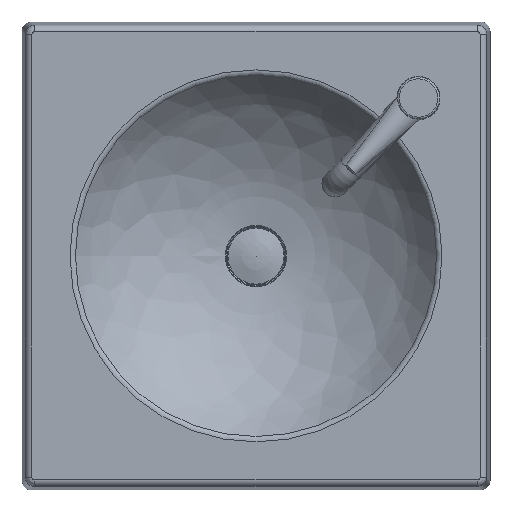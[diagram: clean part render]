
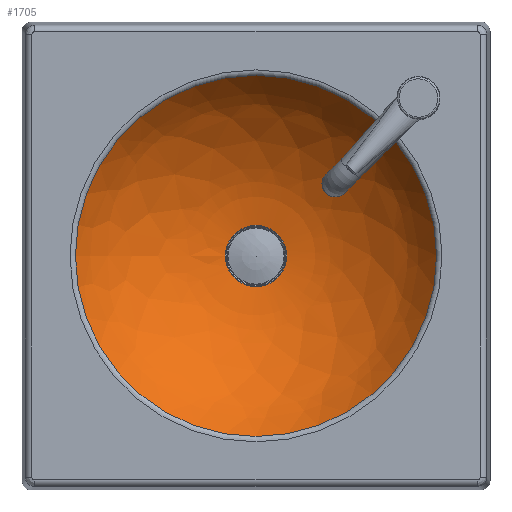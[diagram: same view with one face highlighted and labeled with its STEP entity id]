
A CAD part, top view. The second image highlights one B-rep face of the part: STEP entity #1705.
In plain terms, the highlighted free-form (B-spline) face has degree [2, 2] with [3, 9] control points.
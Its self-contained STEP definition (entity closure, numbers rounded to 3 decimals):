
#1648=CARTESIAN_POINT('',(182.885,223.977,-24.276));
#1649=CARTESIAN_POINT('',(80.767,223.977,-12.695));
#1650=CARTESIAN_POINT('',(22.506,223.977,71.968));
#1651=CARTESIAN_POINT('',(182.885,256.547,-24.276));
#1652=CARTESIAN_POINT('',(80.767,358.665,-12.695));
#1653=CARTESIAN_POINT('',(22.506,416.926,71.968));
#1654=CARTESIAN_POINT('',(215.455,256.547,-24.276));
#1655=CARTESIAN_POINT('',(215.455,358.665,-12.695));
#1656=CARTESIAN_POINT('',(215.455,416.926,71.968));
#1657=CARTESIAN_POINT('',(248.026,256.547,-24.276));
#1658=CARTESIAN_POINT('',(350.144,358.665,-12.695));
#1659=CARTESIAN_POINT('',(408.405,416.926,71.968));
#1660=CARTESIAN_POINT('',(248.026,223.977,-24.276));
#1661=CARTESIAN_POINT('',(350.144,223.977,-12.695));
#1662=CARTESIAN_POINT('',(408.405,223.977,71.968));
#1663=CARTESIAN_POINT('',(248.026,191.406,-24.276));
#1664=CARTESIAN_POINT('',(350.144,89.288,-12.695));
#1665=CARTESIAN_POINT('',(408.405,31.027,71.968));
#1666=CARTESIAN_POINT('',(215.455,191.406,-24.276));
#1667=CARTESIAN_POINT('',(215.455,89.288,-12.695));
#1668=CARTESIAN_POINT('',(215.455,31.027,71.968));
#1669=CARTESIAN_POINT('',(182.885,191.406,-24.276));
#1670=CARTESIAN_POINT('',(80.767,89.288,-12.695));
#1671=CARTESIAN_POINT('',(22.506,31.027,71.968));
#1672=CARTESIAN_POINT('',(182.885,223.977,-24.276));
#1673=CARTESIAN_POINT('',(80.767,223.977,-12.695));
#1674=CARTESIAN_POINT('',(22.506,223.977,71.968));
#1682=(BOUNDED_SURFACE()B_SPLINE_SURFACE(2,2,((#1648,#1651,#1654,#1657,#1660,#1663,#1666,#1669,#1672),(#1649,#1652,#1655,#1658,#1661,#1664,#1667,#1670,#1673),(#1650,#1653,#1656,#1659,#1662,#1665,#1668,#1671,#1674)),.UNSPECIFIED.,.F.,.T.,.U.)B_SPLINE_SURFACE_WITH_KNOTS((3,3),(3,2,2,2,3),(-1.458,-0.603),(0.0,1.571,3.142,4.712,6.283),.UNSPECIFIED.)GEOMETRIC_REPRESENTATION_ITEM()RATIONAL_B_SPLINE_SURFACE(((1.0,0.707,1.0,0.707,1.0,0.707,1.0,0.707,1.0),(0.91,0.643,0.91,0.643,0.91,0.643,0.91,0.643,0.91),(1.0,0.707,1.0,0.707,1.0,0.707,1.0,0.707,1.0)))REPRESENTATION_ITEM('')SURFACE());
#1683=CARTESIAN_POINT('',(22.506,223.977,71.968));
#1684=VERTEX_POINT('',#1683);
#1685=CARTESIAN_POINT('',(215.455,223.977,71.968));
#1686=DIRECTION('',(0.0,0.0,-1.0));
#1687=DIRECTION('',(1.0,0.0,0.0));
#1688=AXIS2_PLACEMENT_3D('',#1685,#1686,#1687);
#1689=CIRCLE('',#1688,192.95);
#1690=EDGE_CURVE('',#1684,#1684,#1689,.T.);
#1691=ORIENTED_EDGE('',*,*,#1690,.F.);
#1692=EDGE_LOOP('',(#1691));
#1693=FACE_OUTER_BOUND('',#1692,.T.);
#1694=CARTESIAN_POINT('',(248.026,223.977,-24.276));
#1695=VERTEX_POINT('',#1694);
#1696=CARTESIAN_POINT('',(215.455,223.977,-24.276));
#1697=DIRECTION('',(0.0,0.0,1.0));
#1698=DIRECTION('',(-1.0,0.0,0.0));
#1699=AXIS2_PLACEMENT_3D('',#1696,#1697,#1698);
#1700=CIRCLE('',#1699,32.571);
#1701=EDGE_CURVE('',#1695,#1695,#1700,.T.);
#1702=ORIENTED_EDGE('',*,*,#1701,.F.);
#1703=EDGE_LOOP('',(#1702));
#1704=FACE_BOUND('',#1703,.T.);
#1705=ADVANCED_FACE('',(#1693,#1704),#1682,.F.);
